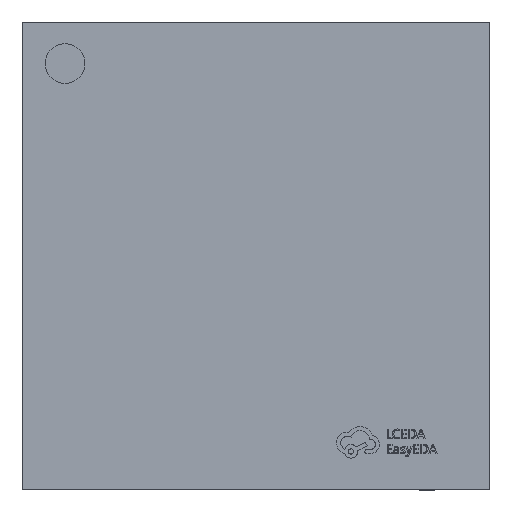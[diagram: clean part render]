
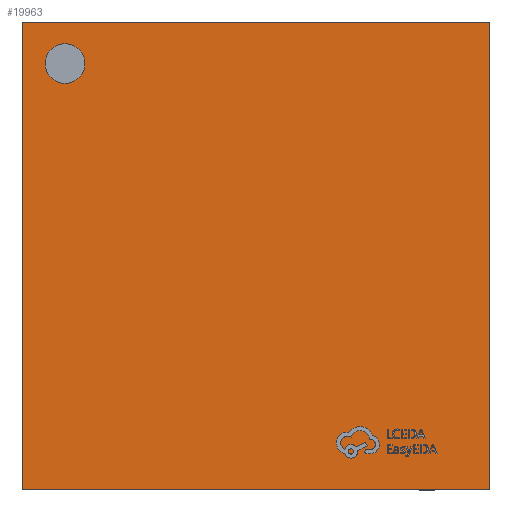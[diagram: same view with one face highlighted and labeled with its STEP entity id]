
A CAD part, top view. The second image highlights one B-rep face of the part: STEP entity #19963.
In plain terms, the highlighted planar face has unit normal (0, 0, 1).
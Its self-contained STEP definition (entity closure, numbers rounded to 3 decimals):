
#112 = DIRECTION ( 'NONE',  ( -1., 0., 0. ) ) ;
#146 = CARTESIAN_POINT ( 'NONE',  ( -2.201, 2.473, 0.85 ) ) ;
#304 = DIRECTION ( 'NONE',  ( 0., 0., 1. ) ) ;
#736 = EDGE_LOOP ( 'NONE', ( #14581, #9361, #26598, #807 ) ) ;
#807 = ORIENTED_EDGE ( 'NONE', *, *, #19494, .T. ) ;
#901 = AXIS2_PLACEMENT_3D ( 'NONE', #26316, #304, #2325 ) ;
#1191 = LINE ( 'NONE', #16194, #4482 ) ;
#1674 = VERTEX_POINT ( 'NONE', #3474 ) ;
#1909 = VERTEX_POINT ( 'NONE', #5599 ) ;
#2017 = CARTESIAN_POINT ( 'NONE',  ( 3., 3., 0.85 ) ) ;
#2325 = DIRECTION ( 'NONE',  ( 1., 0., 0. ) ) ;
#2877 = CARTESIAN_POINT ( 'NONE',  ( -3., -3., 0.85 ) ) ;
#3474 = CARTESIAN_POINT ( 'NONE',  ( 3., -3., 0.85 ) ) ;
#4482 = VECTOR ( 'NONE', #20347, 1000. ) ;
#4656 = EDGE_CURVE ( 'NONE', #6467, #1909, #24390, .T. ) ;
#5481 = DIRECTION ( 'NONE',  ( 1., 0., 0. ) ) ;
#5599 = CARTESIAN_POINT ( 'NONE',  ( -3., 3., 0.85 ) ) ;
#6467 = VERTEX_POINT ( 'NONE', #2017 ) ;
#6504 = VERTEX_POINT ( 'NONE', #146 ) ;
#6561 = CARTESIAN_POINT ( 'NONE',  ( -3., 3., 0.85 ) ) ;
#9361 = ORIENTED_EDGE ( 'NONE', *, *, #4656, .T. ) ;
#9736 = VERTEX_POINT ( 'NONE', #16011 ) ;
#9758 = LINE ( 'NONE', #2877, #22743 ) ;
#10655 = CIRCLE ( 'NONE', #14292, 0.255 ) ;
#11622 = PLANE ( 'NONE',  #901 ) ;
#12150 = DIRECTION ( 'NONE',  ( 0., 0., 1. ) ) ;
#12399 = AXIS2_PLACEMENT_3D ( 'NONE', #27170, #25019, #5481 ) ;
#13342 = FACE_BOUND ( 'NONE', #22742, .T. ) ;
#13664 = CARTESIAN_POINT ( 'NONE',  ( -3., 3., 0.85 ) ) ;
#13788 = CIRCLE ( 'NONE', #12399, 0.255 ) ;
#13857 = VERTEX_POINT ( 'NONE', #14516 ) ;
#14292 = AXIS2_PLACEMENT_3D ( 'NONE', #22695, #12150, #22851 ) ;
#14516 = CARTESIAN_POINT ( 'NONE',  ( -3., -3., 0.85 ) ) ;
#14581 = ORIENTED_EDGE ( 'NONE', *, *, #19150, .T. ) ;
#16011 = CARTESIAN_POINT ( 'NONE',  ( -2.711, 2.473, 0.85 ) ) ;
#16194 = CARTESIAN_POINT ( 'NONE',  ( 3., 3., 0.85 ) ) ;
#16334 = EDGE_CURVE ( 'NONE', #9736, #6504, #10655, .T. ) ;
#18967 = VECTOR ( 'NONE', #112, 1000. ) ;
#19150 = EDGE_CURVE ( 'NONE', #1674, #6467, #1191, .T. ) ;
#19494 = EDGE_CURVE ( 'NONE', #13857, #1674, #9758, .T. ) ;
#19666 = ORIENTED_EDGE ( 'NONE', *, *, #21173, .F. ) ;
#19963 = ADVANCED_FACE ( 'NONE', ( #13342, #26467 ), #11622, .T. ) ;
#20347 = DIRECTION ( 'NONE',  ( 0., 1., 0. ) ) ;
#21173 = EDGE_CURVE ( 'NONE', #6504, #9736, #13788, .T. ) ;
#21767 = LINE ( 'NONE', #13664, #25343 ) ;
#22695 = CARTESIAN_POINT ( 'NONE',  ( -2.456, 2.473, 0.85 ) ) ;
#22742 = EDGE_LOOP ( 'NONE', ( #19666, #25308 ) ) ;
#22743 = VECTOR ( 'NONE', #26724, 1000. ) ;
#22851 = DIRECTION ( 'NONE',  ( 1., 0., 0. ) ) ;
#24357 = EDGE_CURVE ( 'NONE', #1909, #13857, #21767, .T. ) ;
#24390 = LINE ( 'NONE', #6561, #18967 ) ;
#25019 = DIRECTION ( 'NONE',  ( 0., 0., 1. ) ) ;
#25308 = ORIENTED_EDGE ( 'NONE', *, *, #16334, .F. ) ;
#25343 = VECTOR ( 'NONE', #26356, 1000. ) ;
#26316 = CARTESIAN_POINT ( 'NONE',  ( 0., 0., 0.85 ) ) ;
#26356 = DIRECTION ( 'NONE',  ( 0., -1., 0. ) ) ;
#26467 = FACE_OUTER_BOUND ( 'NONE', #736, .T. ) ;
#26598 = ORIENTED_EDGE ( 'NONE', *, *, #24357, .T. ) ;
#26724 = DIRECTION ( 'NONE',  ( 1., 0., 0. ) ) ;
#27170 = CARTESIAN_POINT ( 'NONE',  ( -2.456, 2.473, 0.85 ) ) ;
